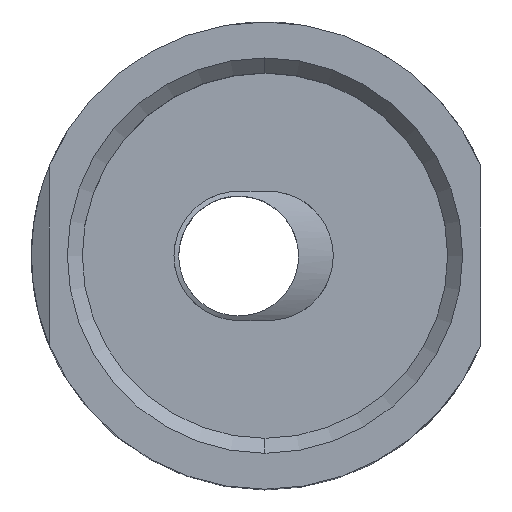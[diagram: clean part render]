
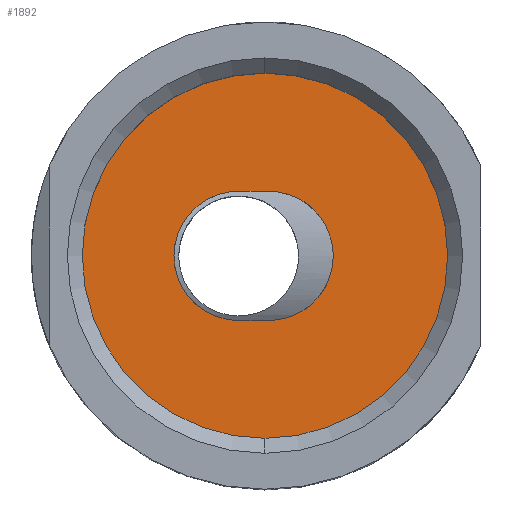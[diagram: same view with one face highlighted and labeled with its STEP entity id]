
A CAD part, top view. The second image highlights one B-rep face of the part: STEP entity #1892.
In plain terms, the highlighted planar face has unit normal (0, 0, 1).
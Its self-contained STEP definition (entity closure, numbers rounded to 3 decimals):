
#1026=EDGE_CURVE('NONE',#1700,#1776,#2818,.T.);
#1114=VERTEX_POINT('NONE',#2914);
#1154=EDGE_CURVE('NONE',#1114,#2522,#2960,.T.);
#1296=VERTEX_POINT('NONE',#3119);
#1700=VERTEX_POINT('NONE',#3569);
#1776=VERTEX_POINT('NONE',#3654);
#1892=ADVANCED_FACE('NONE',(#3785,#3786),#3787,.F.);
#2032=EDGE_CURVE('NONE',#2522,#2320,#3944,.T.);
#2320=VERTEX_POINT('NONE',#4268);
#2410=EDGE_CURVE('NONE',#1296,#1114,#4367,.T.);
#2522=VERTEX_POINT('NONE',#4494);
#2596=EDGE_CURVE('NONE',#2320,#1296,#4579,.T.);
#2694=EDGE_CURVE('NONE',#1776,#1700,#4681,.T.);
#2818=CIRCLE('',#5662,15.25);
#2914=CARTESIAN_POINT('',(-2.2,-5.4,-12.0));
#2960=LINE('',#5978,#5979);
#3119=CARTESIAN_POINT('',(-2.2,5.4,-12.0));
#3569=CARTESIAN_POINT('',(0.0,-15.25,-12.0));
#3654=CARTESIAN_POINT('',(0.,15.25,-12.0));
#3785=FACE_OUTER_BOUND('',#8763,.T.);
#3786=FACE_BOUND('',#8764,.T.);
#3787=PLANE('',#8765);
#3944=CIRCLE('',#9128,5.4);
#4268=CARTESIAN_POINT('',(0.3,5.4,-12.0));
#4367=CIRCLE('',#11755,5.4);
#4494=CARTESIAN_POINT('',(0.3,-5.4,-12.0));
#4579=LINE('',#12213,#12214);
#4681=CIRCLE('',#12612,15.25);
#5662=AXIS2_PLACEMENT_3D('',#12700,#12701,#12702);
#5978=CARTESIAN_POINT('',(0.3,-5.4,-12.0));
#5979=VECTOR('',#12853,1000.0);
#8763=EDGE_LOOP('',(#13787,#13788));
#8764=EDGE_LOOP('',(#13789,#13790,#13791,#13792));
#8765=AXIS2_PLACEMENT_3D('',#13793,#13794,#13795);
#9128=AXIS2_PLACEMENT_3D('',#13973,#13974,#13975);
#11755=AXIS2_PLACEMENT_3D('',#14438,#14439,#14440);
#12213=CARTESIAN_POINT('',(0.3,5.4,-12.0));
#12214=VECTOR('',#14693,1000.0);
#12612=AXIS2_PLACEMENT_3D('',#14755,#14756,#14757);
#12700=CARTESIAN_POINT('',(0.0,0.0,-12.0));
#12701=DIRECTION('',(0.0,0.0,-1.0));
#12702=DIRECTION('',(0.0,-1.0,0.0));
#12853=DIRECTION('',(1.0,0.0,0.0));
#13787=ORIENTED_EDGE('',*,*,#1026,.F.);
#13788=ORIENTED_EDGE('',*,*,#2694,.F.);
#13789=ORIENTED_EDGE('',*,*,#1154,.F.);
#13790=ORIENTED_EDGE('',*,*,#2410,.F.);
#13791=ORIENTED_EDGE('',*,*,#2596,.F.);
#13792=ORIENTED_EDGE('',*,*,#2032,.F.);
#13793=CARTESIAN_POINT('',(-15.25,0.0,-12.0));
#13794=DIRECTION('',(0.0,0.0,-1.0));
#13795=DIRECTION('',(-1.0,0.0,0.0));
#13973=CARTESIAN_POINT('',(0.3,0.0,-12.0));
#13974=DIRECTION('',(0.0,0.0,1.0));
#13975=DIRECTION('',(0.0,-1.0,0.0));
#14438=CARTESIAN_POINT('',(-2.2,0.0,-12.0));
#14439=DIRECTION('',(0.0,0.0,1.0));
#14440=DIRECTION('',(0.0,-1.0,0.0));
#14693=DIRECTION('',(-1.0,0.0,0.0));
#14755=CARTESIAN_POINT('',(0.0,0.0,-12.0));
#14756=DIRECTION('',(0.0,0.0,-1.0));
#14757=DIRECTION('',(0.0,-1.0,0.0));
